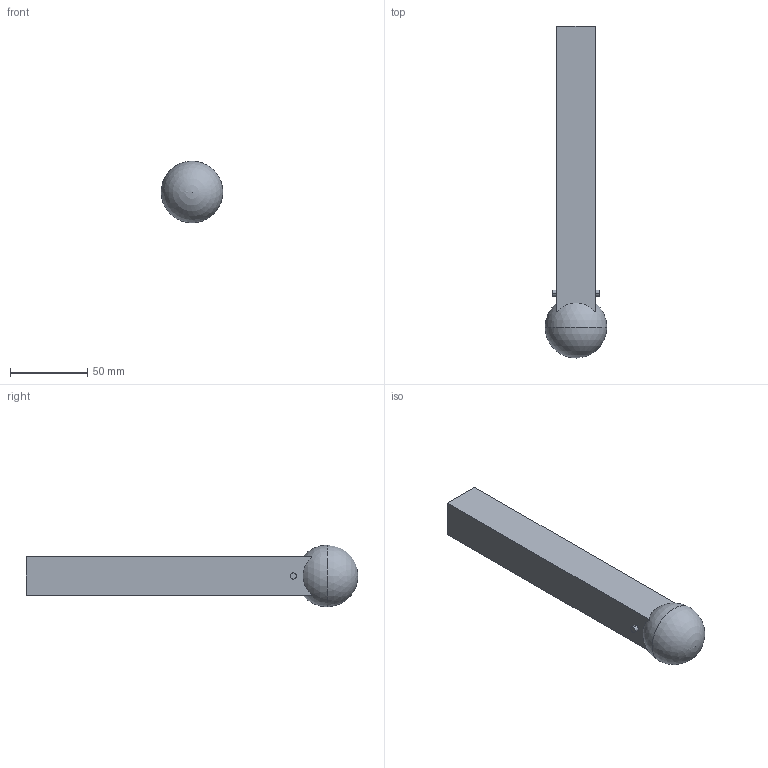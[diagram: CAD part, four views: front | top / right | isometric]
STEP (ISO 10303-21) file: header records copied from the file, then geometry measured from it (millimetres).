
FILE_DESCRIPTION (( 'STEP AP203' ), '1' );
FILE_NAME ('lowerleg_Default_sldprt.STEP', '2018-09-13T08:51:55', ( '' ), ( '' ), 'SwSTEP 2.0', 'SolidWorks 2017', '' );
FILE_SCHEMA (( 'CONFIG_CONTROL_DESIGN' ));
Length unit declared in the file: millimetre
Products named in the file (1): lowerleg_Default_sldprt
Bounding box: 40 x 215 x 40 mm (x, y, z)
Volume: 59296.7 mm3; surface area: 39303.6 mm2
Topology: 2 solids, 2 shells, 24 faces, 64 edges, 43 vertices
Faces by surface type: plane 15, cylinder 6, sphere 3
Entity records: 785 total; most frequent: DIRECTION 132, CARTESIAN_POINT 119, ORIENTED_EDGE 112, EDGE_CURVE 56, AXIS2_PLACEMENT_3D 51, VERTEX_POINT 38, VECTOR 30, LINE 30
